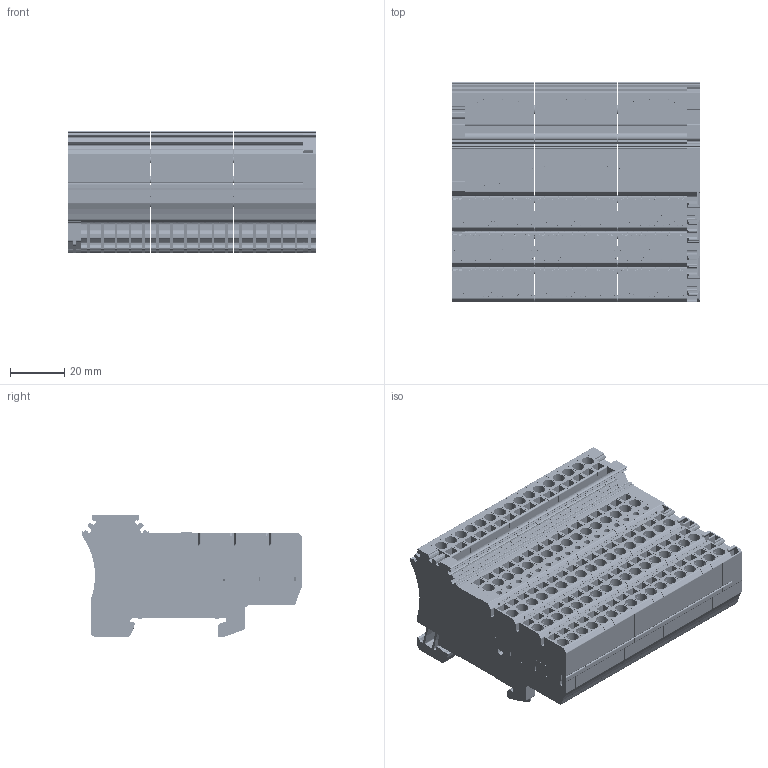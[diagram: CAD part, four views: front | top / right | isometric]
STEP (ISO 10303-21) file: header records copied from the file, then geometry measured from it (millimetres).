
FILE_DESCRIPTION(('CATIA V5 STEP Exchange','CAx-IF Rec.Pracs.--- Model Styling and Organization---1.5--- 2016-08-15','CAx-IF Rec.Pracs.---Supplemental Geometry---1.0---2011-11-01','CAx-IF Rec.Pracs.--- Composite Materials ---1.1---2010-07-15'),'2;1');
FILE_NAME ('018896-1_2', '2025-09-19T07:49:48+00:00', ('none'), ('Weidmueller'), 'CATIA Version 5-6 Release 2024 SP4', 'CATIA V5 STEP AP214 v3', 'none');
FILE_SCHEMA(('AUTOMOTIVE_DESIGN { 1 0 10303 214 1 1 1 1 }'));
Products named in the file (1): 1692680000
Bounding box: 91.36 x 81.1 x 45.05 mm (x, y, z)
Volume: 195742.2 mm3; surface area: 162964 mm2
Topology: 8 solids, 8 shells, 11512 faces, 33744 edges, 22389 vertices
Faces by surface type: plane 7055, cylinder 3855, extrusion 602
Entity records: 352541 total; most frequent: CARTESIAN_POINT 81798, ORIENTED_EDGE 67488, DIRECTION 38136, EDGE_CURVE 33744, VECTOR 25100, LINE 24498, VERTEX_POINT 22389, EDGE_LOOP 12155
